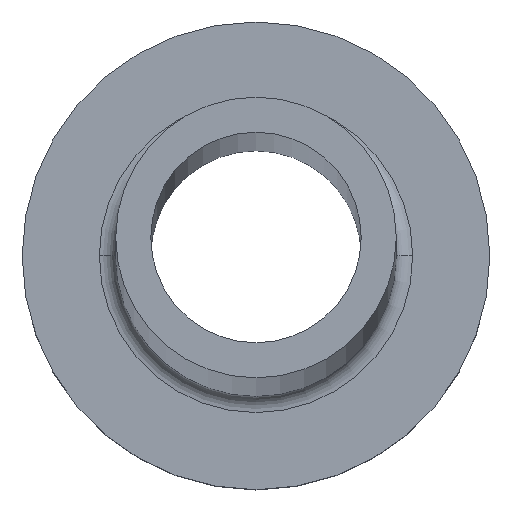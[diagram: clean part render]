
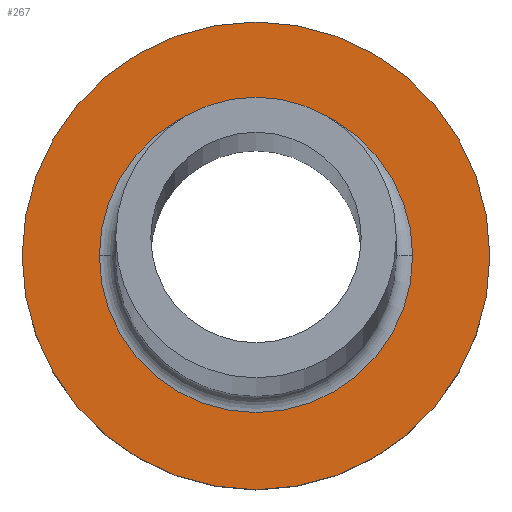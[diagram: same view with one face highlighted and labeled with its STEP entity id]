
A CAD part, top view. The second image highlights one B-rep face of the part: STEP entity #267.
In plain terms, the highlighted planar face has unit normal (0, 0, 1).
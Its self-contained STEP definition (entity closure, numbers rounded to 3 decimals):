
#2 = VERTEX_POINT ( 'NONE', #356 ) ;
#25 = CIRCLE ( 'NONE', #165, 6.7 ) ;
#27 = CARTESIAN_POINT ( 'NONE',  ( -6.7, 0., 7. ) ) ;
#31 = AXIS2_PLACEMENT_3D ( 'NONE', #143, #232, #141 ) ;
#42 = VERTEX_POINT ( 'NONE', #128 ) ;
#48 = CIRCLE ( 'NONE', #261, 6.7 ) ;
#50 = CARTESIAN_POINT ( 'NONE',  ( 0., 0., 7. ) ) ;
#51 = DIRECTION ( 'NONE',  ( 0., 0., -1. ) ) ;
#52 = DIRECTION ( 'NONE',  ( 1., 0., 0. ) ) ;
#55 = AXIS2_PLACEMENT_3D ( 'NONE', #135, #139, #377 ) ;
#62 = AXIS2_PLACEMENT_3D ( 'NONE', #145, #123, #289 ) ;
#68 = ORIENTED_EDGE ( 'NONE', *, *, #228, .T. ) ;
#69 = ORIENTED_EDGE ( 'NONE', *, *, #294, .T. ) ;
#77 = ORIENTED_EDGE ( 'NONE', *, *, #209, .T. ) ;
#78 = DIRECTION ( 'NONE',  ( 0., 0., -1. ) ) ;
#101 = ORIENTED_EDGE ( 'NONE', *, *, #113, .T. ) ;
#113 = EDGE_CURVE ( 'NONE', #303, #2, #224, .T. ) ;
#123 = DIRECTION ( 'NONE',  ( 0., 0., 1. ) ) ;
#128 = CARTESIAN_POINT ( 'NONE',  ( 6.7, 0., 7. ) ) ;
#135 = CARTESIAN_POINT ( 'NONE',  ( 0., 0., 7. ) ) ;
#139 = DIRECTION ( 'NONE',  ( 0., 0., 1. ) ) ;
#141 = DIRECTION ( 'NONE',  ( 1., 0., 0. ) ) ;
#142 = FACE_OUTER_BOUND ( 'NONE', #358, .T. ) ;
#143 = CARTESIAN_POINT ( 'NONE',  ( 0., 0., 7. ) ) ;
#145 = CARTESIAN_POINT ( 'NONE',  ( 0., 0., 7. ) ) ;
#165 = AXIS2_PLACEMENT_3D ( 'NONE', #340, #78, #52 ) ;
#209 = EDGE_CURVE ( 'NONE', #327, #42, #48, .T. ) ;
#224 = CIRCLE ( 'NONE', #55, 10. ) ;
#228 = EDGE_CURVE ( 'NONE', #42, #327, #25, .T. ) ;
#232 = DIRECTION ( 'NONE',  ( 0., 0., 1. ) ) ;
#261 = AXIS2_PLACEMENT_3D ( 'NONE', #50, #51, #283 ) ;
#267 = ADVANCED_FACE ( 'NONE', ( #319, #142 ), #288, .T. ) ;
#279 = EDGE_LOOP ( 'NONE', ( #68, #77 ) ) ;
#280 = CIRCLE ( 'NONE', #31, 10. ) ;
#283 = DIRECTION ( 'NONE',  ( 1., 0., 0. ) ) ;
#288 = PLANE ( 'NONE',  #62 ) ;
#289 = DIRECTION ( 'NONE',  ( 1., 0., 0. ) ) ;
#294 = EDGE_CURVE ( 'NONE', #2, #303, #280, .T. ) ;
#303 = VERTEX_POINT ( 'NONE', #380 ) ;
#319 = FACE_BOUND ( 'NONE', #279, .T. ) ;
#327 = VERTEX_POINT ( 'NONE', #27 ) ;
#340 = CARTESIAN_POINT ( 'NONE',  ( 0., 0., 7. ) ) ;
#356 = CARTESIAN_POINT ( 'NONE',  ( 10., 0., 7. ) ) ;
#358 = EDGE_LOOP ( 'NONE', ( #101, #69 ) ) ;
#377 = DIRECTION ( 'NONE',  ( 1., 0., 0. ) ) ;
#380 = CARTESIAN_POINT ( 'NONE',  ( -10., 0., 7. ) ) ;
